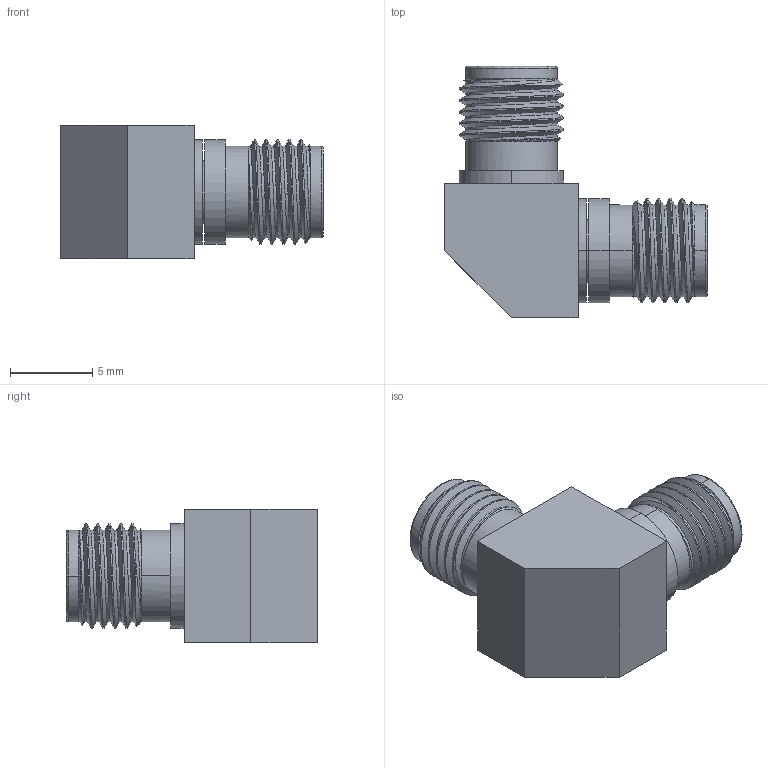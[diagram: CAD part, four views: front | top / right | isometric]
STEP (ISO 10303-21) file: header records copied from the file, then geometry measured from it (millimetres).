
FILE_DESCRIPTION (( 'STEP AP203' ), '1' );
FILE_NAME ('PE91150.step', '2018-11-02T19:50:56', ( '' ), ( '' ), 'SwSTEP 2.0', 'SolidWorks 2017', '' );
FILE_SCHEMA (( 'CONFIG_CONTROL_DESIGN' ));
Length unit declared in the file: inch
Products named in the file (1): PE91150
Bounding box: 16 x 15.29 x 8.13 mm (x, y, z)
Volume: 788.3 mm3; surface area: 937.4 mm2
Topology: 2 solids, 4 shells, 102 faces, 227 edges, 144 vertices
Faces by surface type: cylinder 52, plane 24, cone 16, bspline 6, torus 4
Entity records: 5012 total; most frequent: CARTESIAN_POINT 2822, ORIENTED_EDGE 454, DIRECTION 419, EDGE_CURVE 227, AXIS2_PLACEMENT_3D 171, VERTEX_POINT 144, EDGE_LOOP 113, FACE_OUTER_BOUND 102
